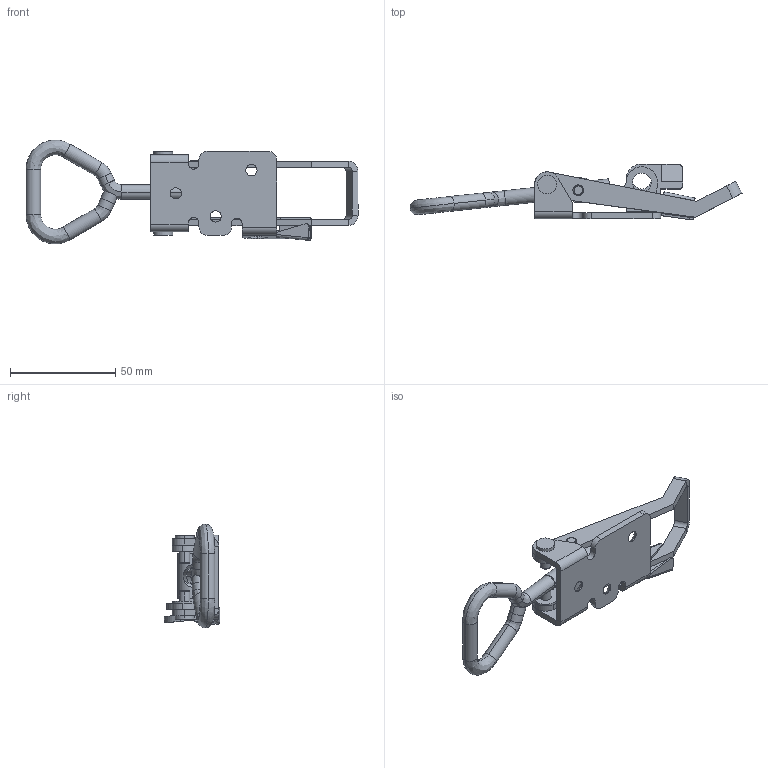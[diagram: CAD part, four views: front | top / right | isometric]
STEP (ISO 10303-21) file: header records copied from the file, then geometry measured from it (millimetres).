
FILE_DESCRIPTION (( 'STEP AP214' ), '1' );
FILE_NAME ('54276 - 704 LC Stainless Friction screw.STEP', '2017-01-31T07:27:01', ( '' ), ( '' ), 'SwSTEP 2.0', 'SolidWorks 2015', '' );
FILE_SCHEMA (( 'AUTOMOTIVE_DESIGN' ));
Length unit declared in the file: millimetre
Products named in the file (9): 703 - Skruvögla; 704 - Mid Cylinder Friction ring; 704 - Mid Cylinder Friction; 704 - Friction ring; 704 - Rivet Gradin; 74123 - Bygel 704 RF L廛鐷la; 74286 - Platta 704 LC RF Spärr; 54276 - 704 LC Stainless Friction screw; 704 - Safety Catch
Assembly tree (9 placements, depth 3):
  54276 - 704 LC Stainless Friction screw
    74286 - Platta 704 LC RF Spärr
    74123 - Bygel 704 RF L廛鐷la
    704 - Rivet Gradin  x2
    704 - Mid Cylinder Friction ring
      704 - Friction ring
      704 - Mid Cylinder Friction
    703 - Skruvögla
    704 - Safety Catch
Bounding box: 157.95 x 26.63 x 49.37 mm (x, y, z)
Volume: 25585.6 mm3; surface area: 21493.6 mm2
Topology: 8 solids, 8 shells, 246 faces, 561 edges, 338 vertices
Faces by surface type: plane 109, cylinder 101, bspline 18, cone 16, torus 2
Entity records: 7558 total; most frequent: CARTESIAN_POINT 1735, DIRECTION 1195, ORIENTED_EDGE 1078, EDGE_CURVE 539, AXIS2_PLACEMENT_3D 448, VERTEX_POINT 324, VECTOR 299, LINE 299
